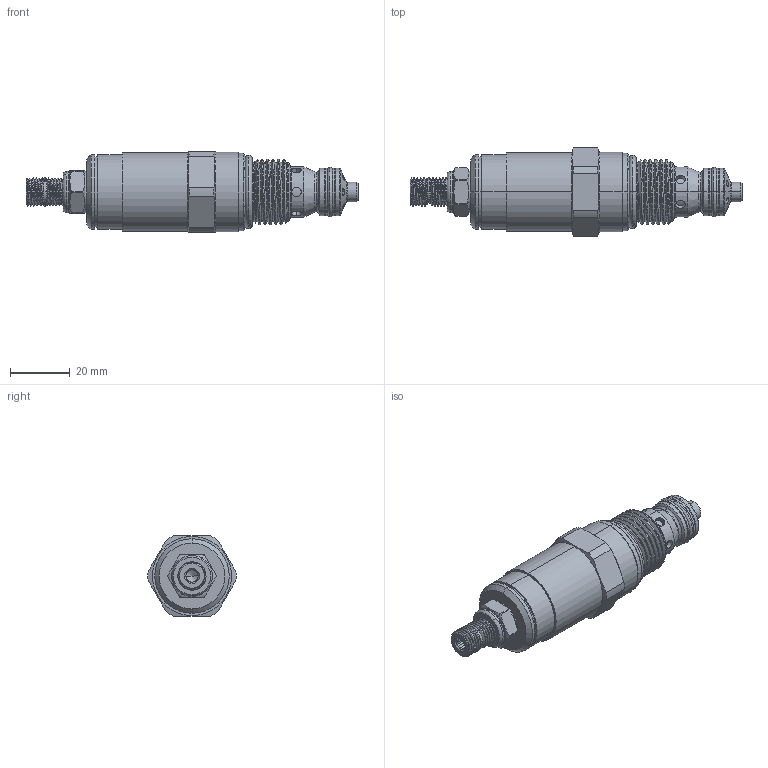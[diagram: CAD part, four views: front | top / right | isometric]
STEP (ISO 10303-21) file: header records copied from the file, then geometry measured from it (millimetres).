
FILE_DESCRIPTION (( 'STEP AP203' ), '1' );
FILE_NAME ('RD10W22-L.STEP', '2020-04-24T08:42:55', ( '' ), ( '' ), 'SwSTEP 2.0', 'SolidWorks 2018', '' );
FILE_SCHEMA (( 'CONFIG_CONTROL_DESIGN' ));
Length unit declared in the file: millimetre
Products named in the file (1): RD10W22-L
Bounding box: 111.32 x 29.58 x 27 mm (x, y, z)
Volume: 39826.1 mm3; surface area: 10426.8 mm2
Topology: 4 solids, 4 shells, 272 faces, 646 edges, 401 vertices
Faces by surface type: cylinder 119, plane 54, torus 50, cone 37, bspline 12
Entity records: 24198 total; most frequent: CARTESIAN_POINT 18190, ORIENTED_EDGE 1288, DIRECTION 1204, EDGE_CURVE 644, AXIS2_PLACEMENT_3D 509, VERTEX_POINT 401, EDGE_LOOP 299, ADVANCED_FACE 272
